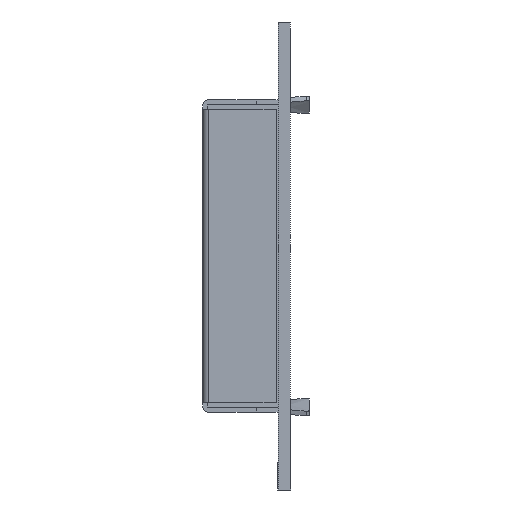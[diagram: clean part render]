
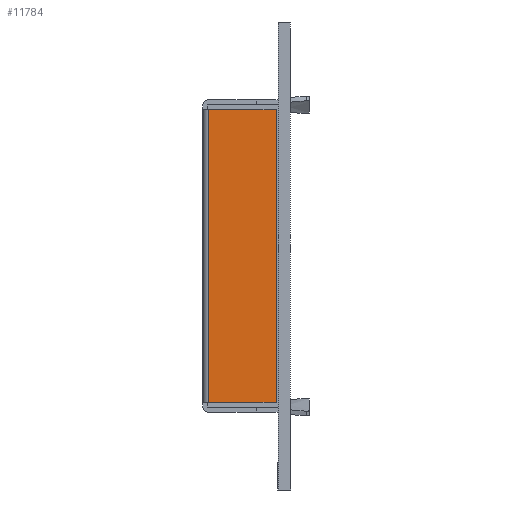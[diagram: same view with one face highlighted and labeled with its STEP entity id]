
A CAD part, left-side view. The second image highlights one B-rep face of the part: STEP entity #11784.
In plain terms, the highlighted planar face has unit normal (-1, 0, 0).
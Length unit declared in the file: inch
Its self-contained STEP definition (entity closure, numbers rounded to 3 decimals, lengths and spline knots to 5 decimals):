
#3261=DIRECTION('',(0.,-1.,0.));
#3262=VECTOR('',#3261,0.34);
#3263=CARTESIAN_POINT('',(-1.9155,0.4125,-0.7375));
#3264=LINE('',#3263,#3262);
#3278=DIRECTION('',(0.,-1.,0.));
#3279=VECTOR('',#3278,0.34);
#3280=CARTESIAN_POINT('',(-1.9155,0.4125,0.7375));
#3281=LINE('',#3280,#3279);
#3282=DIRECTION('',(0.,0.,1.));
#3283=VECTOR('',#3282,1.475);
#3284=CARTESIAN_POINT('',(-1.9155,0.4125,-0.7375));
#3285=LINE('',#3284,#3283);
#3290=DIRECTION('',(0.,0.,-1.));
#3291=VECTOR('',#3290,1.475);
#3292=CARTESIAN_POINT('',(-1.9155,0.0725,0.7375));
#3293=LINE('',#3292,#3291);
#5319=CARTESIAN_POINT('',(-1.9155,0.4125,0.7375));
#5321=VERTEX_POINT('',#5319);
#5322=CARTESIAN_POINT('',(-1.9155,0.4125,-0.7375));
#5323=VERTEX_POINT('',#5322);
#5342=CARTESIAN_POINT('',(-1.9155,0.0725,0.7375));
#5343=CARTESIAN_POINT('',(-1.9155,0.0725,-0.7375));
#5344=VERTEX_POINT('',#5342);
#5345=VERTEX_POINT('',#5343);
#11771=CARTESIAN_POINT('',(-1.9155,0.4175,-0.7375));
#11772=DIRECTION('',(-1.,0.,0.));
#11773=DIRECTION('',(0.,0.,1.));
#11774=AXIS2_PLACEMENT_3D('',#11771,#11772,#11773);
#11775=PLANE('',#11774);
#11776=ORIENTED_EDGE('',*,*,#8213,.T.);
#11778=ORIENTED_EDGE('',*,*,#11777,.T.);
#11779=ORIENTED_EDGE('',*,*,#11758,.F.);
#11781=ORIENTED_EDGE('',*,*,#11780,.T.);
#11782=EDGE_LOOP('',(#11776,#11778,#11779,#11781));
#11783=FACE_OUTER_BOUND('',#11782,.F.);
#11784=ADVANCED_FACE('',(#11783),#11775,.T.);
#8213=EDGE_CURVE('',#5321,#5344,#3281,.T.);
#11758=EDGE_CURVE('',#5323,#5345,#3264,.T.);
#11777=EDGE_CURVE('',#5344,#5345,#3293,.T.);
#11780=EDGE_CURVE('',#5323,#5321,#3285,.T.);
